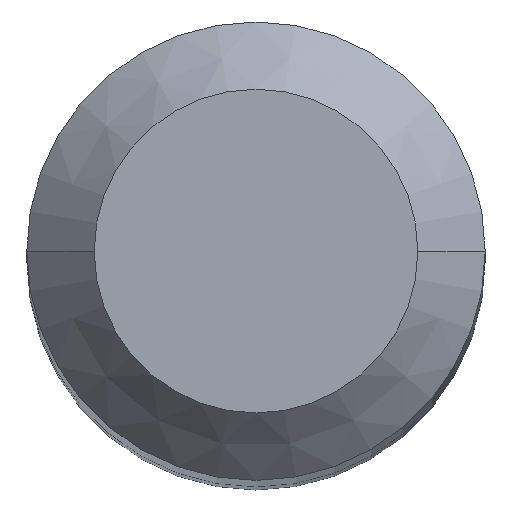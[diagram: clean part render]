
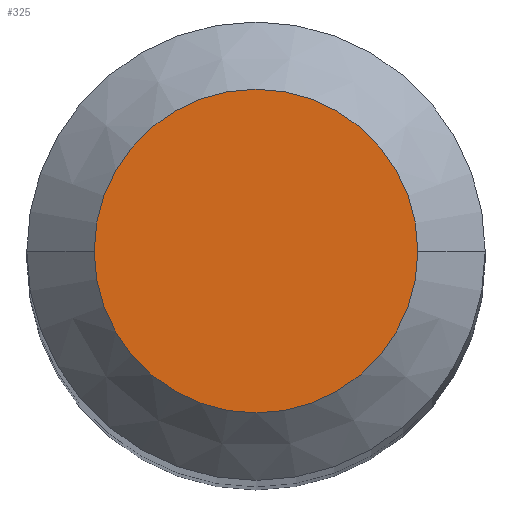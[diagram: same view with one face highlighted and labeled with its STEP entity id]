
A CAD part, top view. The second image highlights one B-rep face of the part: STEP entity #325.
In plain terms, the highlighted planar face has unit normal (0, 0, 1).
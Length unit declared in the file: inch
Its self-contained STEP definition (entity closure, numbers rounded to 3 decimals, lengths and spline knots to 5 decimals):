
#35 = FACE_OUTER_BOUND ( 'NONE', #169, .T. ) ;
#50 = VERTEX_POINT ( 'NONE', #125 ) ;
#53 = AXIS2_PLACEMENT_3D ( 'NONE', #214, #155, #387 ) ;
#97 = CARTESIAN_POINT ( 'NONE',  ( 0., 0., 0. ) ) ;
#98 = AXIS2_PLACEMENT_3D ( 'NONE', #97, #218, #334 ) ;
#112 = AXIS2_PLACEMENT_3D ( 'NONE', #247, #277, #363 ) ;
#119 = CIRCLE ( 'NONE', #53, 0.07505 ) ;
#125 = CARTESIAN_POINT ( 'NONE',  ( -0.07505, 0., 0. ) ) ;
#132 = PLANE ( 'NONE',  #112 ) ;
#137 = CIRCLE ( 'NONE', #98, 0.07505 ) ;
#151 = EDGE_CURVE ( 'NONE', #50, #372, #119, .T. ) ;
#155 = DIRECTION ( 'NONE',  ( 0., 0., 1. ) ) ;
#169 = EDGE_LOOP ( 'NONE', ( #321, #312 ) ) ;
#214 = CARTESIAN_POINT ( 'NONE',  ( 0., 0., 0. ) ) ;
#218 = DIRECTION ( 'NONE',  ( 0., 0., 1. ) ) ;
#247 = CARTESIAN_POINT ( 'NONE',  ( 0., 0., 0. ) ) ;
#277 = DIRECTION ( 'NONE',  ( 0., 0., -1. ) ) ;
#312 = ORIENTED_EDGE ( 'NONE', *, *, #341, .T. ) ;
#321 = ORIENTED_EDGE ( 'NONE', *, *, #151, .T. ) ;
#325 = ADVANCED_FACE ( 'NONE', ( #35 ), #132, .F. ) ;
#334 = DIRECTION ( 'NONE',  ( 1., 0., 0. ) ) ;
#341 = EDGE_CURVE ( 'NONE', #372, #50, #137, .T. ) ;
#348 = CARTESIAN_POINT ( 'NONE',  ( 0.07505, 0., 0. ) ) ;
#363 = DIRECTION ( 'NONE',  ( -1., 0., 0. ) ) ;
#372 = VERTEX_POINT ( 'NONE', #348 ) ;
#387 = DIRECTION ( 'NONE',  ( 1., 0., 0. ) ) ;
